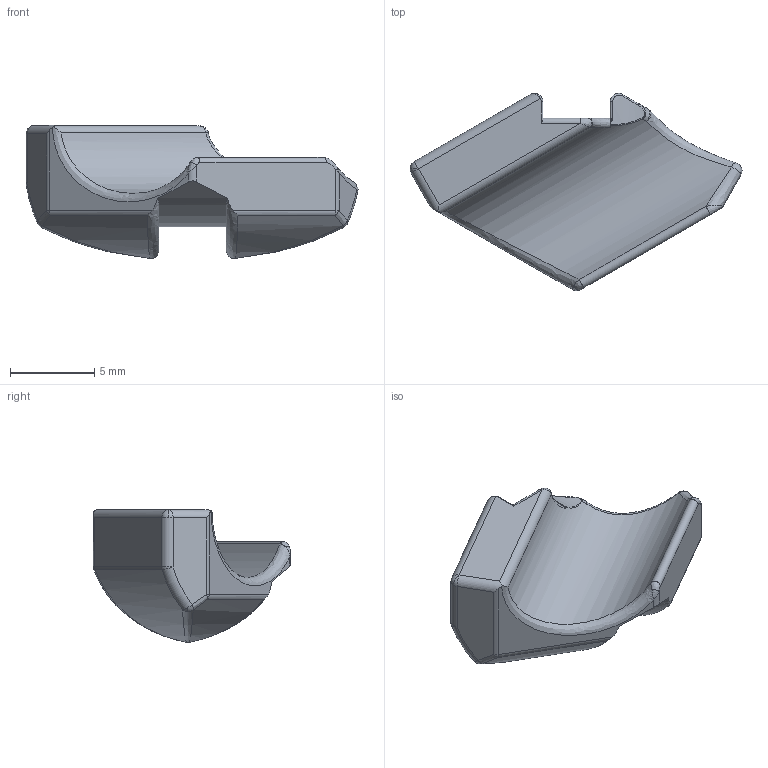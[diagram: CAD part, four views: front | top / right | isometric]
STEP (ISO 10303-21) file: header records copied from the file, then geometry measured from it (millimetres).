
FILE_DESCRIPTION (( 'STEP AP214' ), '1' );
FILE_NAME ('zip_tie_stack1_b.STEP', '2023-07-17T12:23:01', ( '' ), ( '' ), 'SwSTEP 2.0', 'SolidWorks 2022', '' );
FILE_SCHEMA (( 'AUTOMOTIVE_DESIGN' ));
Length unit declared in the file: millimetre
Products named in the file (1): zip_tie_stack1_b
Bounding box: 19.76 x 11.74 x 7.92 mm (x, y, z)
Volume: 487.3 mm3; surface area: 496.3 mm2
Topology: 1 solids, 1 shells, 84 faces, 198 edges, 110 vertices
Faces by surface type: cylinder 26, bspline 26, sphere 19, plane 10, torus 3
Entity records: 3054 total; most frequent: CARTESIAN_POINT 1387, ORIENTED_EDGE 380, DIRECTION 312, EDGE_CURVE 190, AXIS2_PLACEMENT_3D 137, VERTEX_POINT 108, ADVANCED_FACE 84, FACE_OUTER_BOUND 84
